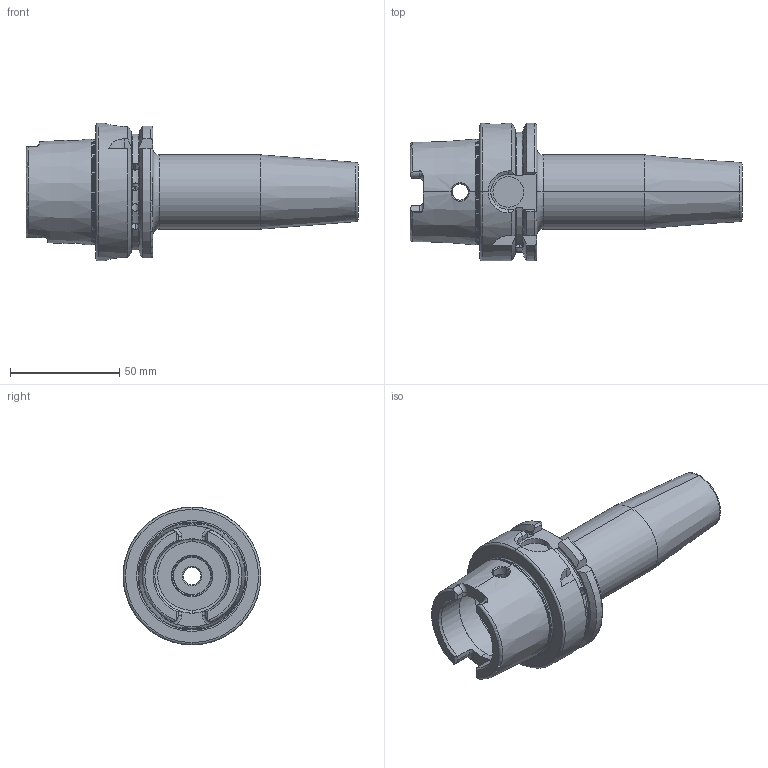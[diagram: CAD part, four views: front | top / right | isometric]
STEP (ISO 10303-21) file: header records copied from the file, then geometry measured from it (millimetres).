
FILE_DESCRIPTION (( 'STEP AP203' ), '1' );
FILE_NAME ('A63.70.16.1.STEP', '2016-11-17T01:15:15', ( '' ), ( '' ), 'SwSTEP 2.0', 'SolidWorks 2012', '' );
FILE_SCHEMA (( 'CONFIG_CONTROL_DESIGN' ));
Length unit declared in the file: millimetre
Products named in the file (1): A63.70.16.1
Bounding box: 152 x 63 x 63 mm (x, y, z)
Volume: 143938.2 mm3; surface area: 37032 mm2
Topology: 1 solids, 1 shells, 266 faces, 716 edges, 448 vertices
Faces by surface type: cylinder 122, plane 58, cone 37, torus 33, bspline 16
Entity records: 21743 total; most frequent: CARTESIAN_POINT 15668, ORIENTED_EDGE 1412, DIRECTION 1100, EDGE_CURVE 706, VERTEX_POINT 448, AXIS2_PLACEMENT_3D 434, EDGE_LOOP 278, ADVANCED_FACE 266
